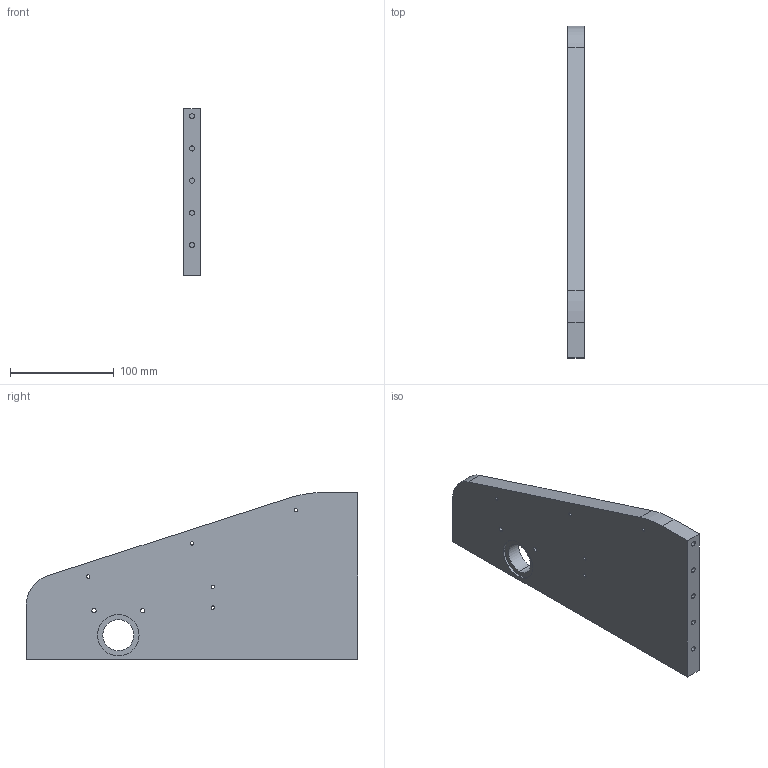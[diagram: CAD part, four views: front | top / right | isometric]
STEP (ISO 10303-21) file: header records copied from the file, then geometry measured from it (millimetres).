
FILE_DESCRIPTION (( 'STEP AP203' ), '1' );
FILE_NAME ('BE-CNCBAT002002G-Mât X.STEP', '2017-09-03T09:41:52', ( '' ), ( '' ), 'SwSTEP 2.0', 'SolidWorks 2015', '' );
FILE_SCHEMA (( 'CONFIG_CONTROL_DESIGN' ));
Length unit declared in the file: millimetre
Products named in the file (1): BE-CNCBAT002002G-M漮 X
Bounding box: 16 x 320 x 161 mm (x, y, z)
Volume: 616245.5 mm3; surface area: 98833 mm2
Topology: 1 solids, 1 shells, 67 faces, 153 edges, 102 vertices
Faces by surface type: cylinder 46, plane 21
Entity records: 2048 total; most frequent: DIRECTION 381, CARTESIAN_POINT 323, ORIENTED_EDGE 306, AXIS2_PLACEMENT_3D 160, EDGE_CURVE 153, VERTEX_POINT 102, EDGE_LOOP 97, CIRCLE 92
